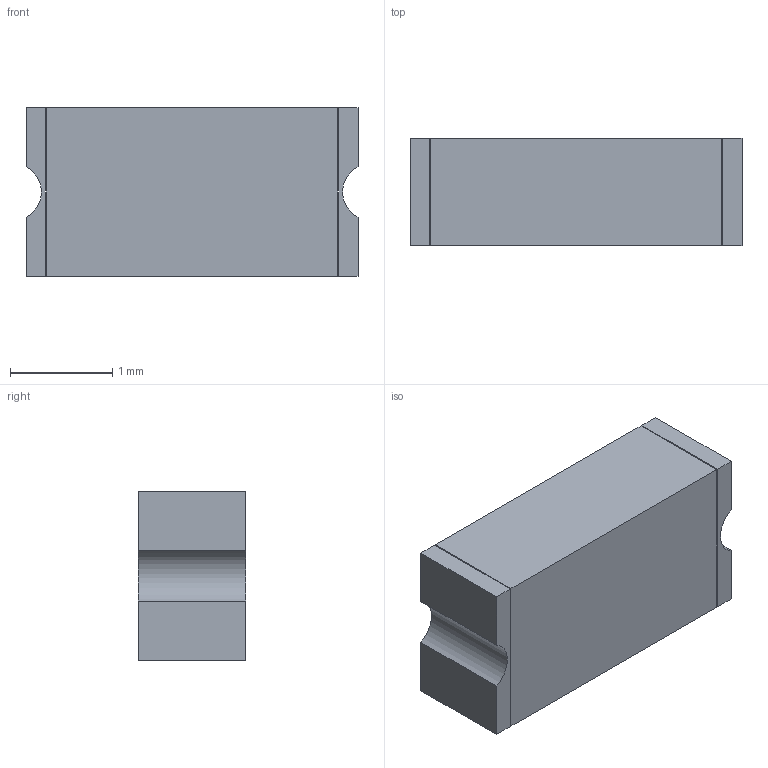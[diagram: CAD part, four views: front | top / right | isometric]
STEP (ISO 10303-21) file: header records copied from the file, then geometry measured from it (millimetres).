
FILE_DESCRIPTION (( 'STEP AP214' ), '1' );
FILE_NAME ('PolyFuse_1206.step', '2011-09-07T14:07:04', ( 'Master' ), ( '' ), 'SwSTEP 2.0', 'SolidWorks 2010', '' );
FILE_SCHEMA (( 'AUTOMOTIVE_DESIGN' ));
Length unit declared in the file: millimetre
Products named in the file (1): PolyFuse_1206
Bounding box: 3.25 x 1.05 x 1.65 mm (x, y, z)
Volume: 5.4 mm3; surface area: 28.8 mm2
Topology: 3 solids, 3 shells, 44 faces, 108 edges, 72 vertices
Faces by surface type: plane 38, bspline 4, cylinder 2
Entity records: 2228 total; most frequent: CARTESIAN_POINT 669, ORIENTED_EDGE 216, DIRECTION 186, EDGE_CURVE 108, VECTOR 96, LINE 96, VERTEX_POINT 72, UNCERTAINTY_MEASURE_WITH_UNIT 49
